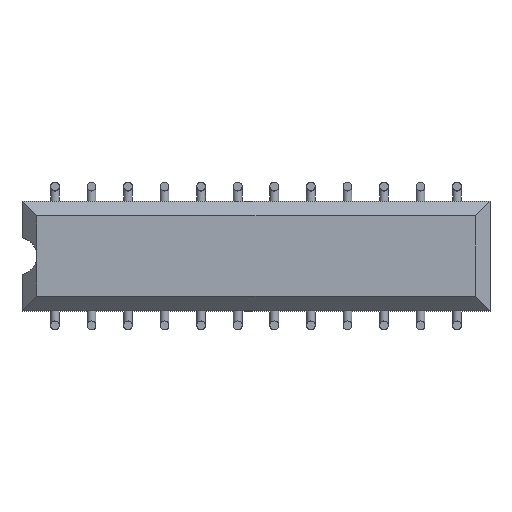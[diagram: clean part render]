
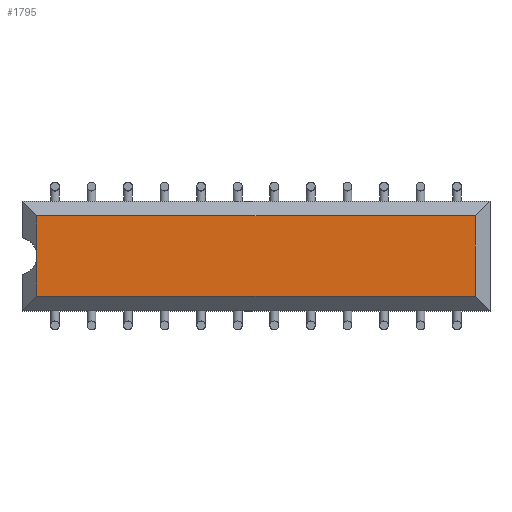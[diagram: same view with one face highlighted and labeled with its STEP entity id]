
A CAD part, top view. The second image highlights one B-rep face of the part: STEP entity #1795.
In plain terms, the highlighted planar face has unit normal (0, 0, 1).
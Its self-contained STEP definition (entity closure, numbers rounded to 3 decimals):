
#140=CIRCLE('',#1860,1.275);
#374=FACE_OUTER_BOUND('',#512,.T.);
#512=EDGE_LOOP('',(#1635,#1636,#1637,#1638,#1639,#1640));
#542=LINE('',#2703,#624);
#544=LINE('',#2707,#626);
#547=LINE('',#2713,#629);
#551=LINE('',#2721,#633);
#553=LINE('',#2725,#635);
#624=VECTOR('',#2090,10.);
#626=VECTOR('',#2094,10.);
#629=VECTOR('',#2099,10.);
#633=VECTOR('',#2105,10.);
#635=VECTOR('',#2109,10.);
#707=VERTEX_POINT('',#2700);
#708=VERTEX_POINT('',#2702);
#709=VERTEX_POINT('',#2706);
#711=VERTEX_POINT('',#2712);
#714=VERTEX_POINT('',#2720);
#715=VERTEX_POINT('',#2724);
#875=EDGE_CURVE('',#707,#708,#542,.T.);
#877=EDGE_CURVE('',#708,#709,#544,.T.);
#880=EDGE_CURVE('',#709,#711,#547,.T.);
#884=EDGE_CURVE('',#711,#714,#551,.T.);
#886=EDGE_CURVE('',#714,#715,#553,.T.);
#929=EDGE_CURVE('',#707,#715,#140,.T.);
#1635=ORIENTED_EDGE('',*,*,#875,.F.);
#1636=ORIENTED_EDGE('',*,*,#929,.T.);
#1637=ORIENTED_EDGE('',*,*,#886,.F.);
#1638=ORIENTED_EDGE('',*,*,#884,.F.);
#1639=ORIENTED_EDGE('',*,*,#880,.F.);
#1640=ORIENTED_EDGE('',*,*,#877,.F.);
#1681=PLANE('',#2082);
#1795=ADVANCED_FACE('',(#374),#1681,.T.);
#1860=AXIS2_PLACEMENT_3D('',#2809,#2194,#2195);
#2082=AXIS2_PLACEMENT_3D('',#3713,#2693,#2694);
#2090=DIRECTION('',(0.,1.,0.));
#2094=DIRECTION('',(1.,0.,0.));
#2099=DIRECTION('',(0.,-1.,0.));
#2105=DIRECTION('',(-1.,0.,0.));
#2109=DIRECTION('',(0.,1.,0.));
#2194=DIRECTION('center_axis',(0.,0.,-1.));
#2195=DIRECTION('ref_axis',(-0.199,0.98,0.));
#2693=DIRECTION('center_axis',(0.,0.,1.));
#2694=DIRECTION('ref_axis',(1.,0.,0.));
#2700=CARTESIAN_POINT('',(1.,3.986,5.));
#2702=CARTESIAN_POINT('',(1.,6.5,5.));
#2703=CARTESIAN_POINT('',(1.,5.625,5.));
#2706=CARTESIAN_POINT('',(31.,6.5,5.));
#2707=CARTESIAN_POINT('',(24.,6.5,5.));
#2712=CARTESIAN_POINT('',(31.,1.,5.));
#2713=CARTESIAN_POINT('',(31.,1.875,5.));
#2720=CARTESIAN_POINT('',(1.,1.,5.));
#2721=CARTESIAN_POINT('',(8.,1.,5.));
#2724=CARTESIAN_POINT('',(1.,3.514,5.));
#2725=CARTESIAN_POINT('',(1.,3.125,5.));
#2809=CARTESIAN_POINT('Origin',(-0.253,3.75,5.));
#3713=CARTESIAN_POINT('Origin',(16.,3.75,5.));
